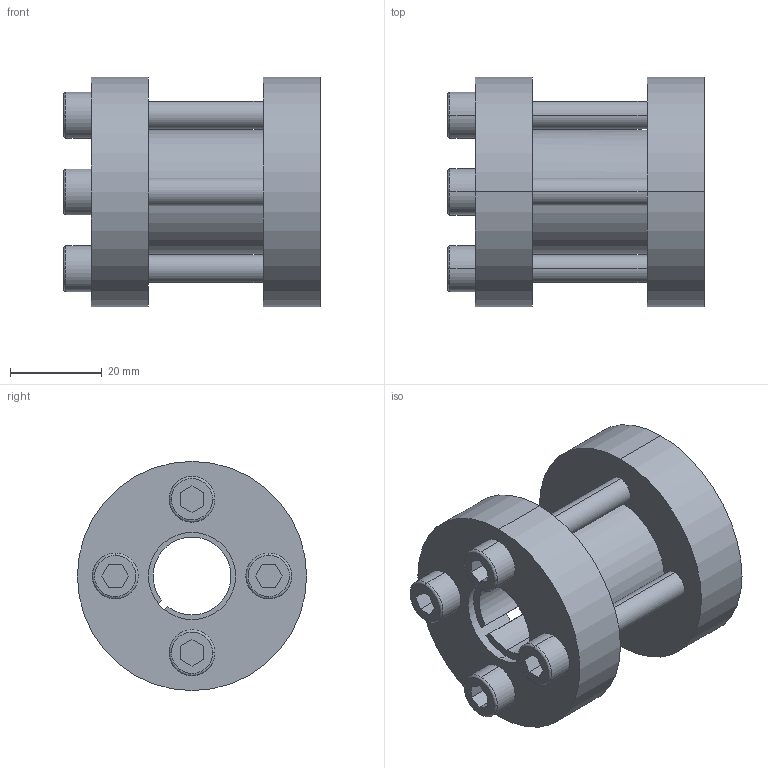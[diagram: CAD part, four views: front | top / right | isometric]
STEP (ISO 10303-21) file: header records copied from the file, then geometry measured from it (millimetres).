
FILE_DESCRIPTION (( 'STEP AP203' ), '1' );
FILE_NAME ('800.040.072.STEP', '2018-03-12T14:12:08', ( '' ), ( '' ), 'SwSTEP 2.0', 'SolidWorks 2016', '' );
FILE_SCHEMA (( 'CONFIG_CONTROL_DESIGN' ));
Length unit declared in the file: millimetre
Products named in the file (1): 800.040.072
Bounding box: 56 x 50 x 50 mm (x, y, z)
Volume: 55371.5 mm3; surface area: 20128 mm2
Topology: 1 solids, 1 shells, 110 faces, 268 edges, 172 vertices
Faces by surface type: plane 48, cylinder 42, cone 12, bspline 8
Entity records: 3445 total; most frequent: CARTESIAN_POINT 719, DIRECTION 578, ORIENTED_EDGE 536, EDGE_CURVE 268, AXIS2_PLACEMENT_3D 223, VERTEX_POINT 172, EDGE_LOOP 134, LINE 132
